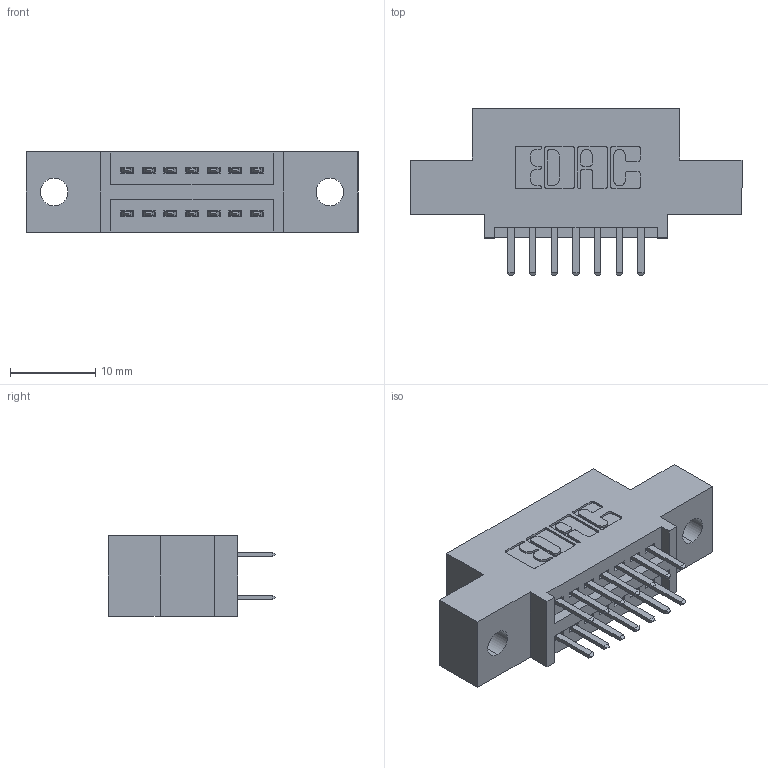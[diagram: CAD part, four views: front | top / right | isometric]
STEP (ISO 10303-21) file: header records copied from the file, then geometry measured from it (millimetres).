
FILE_DESCRIPTION (( 'STEP AP203' ), '1' );
FILE_NAME ('345-014-520-502.STEP', '2018-08-18T08:07:12', ( '' ), ( '' ), 'SwSTEP 2.0', 'SolidWorks 2016', '' );
FILE_SCHEMA (( 'CONFIG_CONTROL_DESIGN' ));
Length unit declared in the file: inch
Products named in the file (3): 345 Part_0.110 Offset - 0.128 Dia; 345-292-001_345-293-120; 345-014-520-502
Assembly tree (15 placements, depth 2):
  345-014-520-502
    345 Part_0.110 Offset - 0.128 Dia
    345-292-001_345-293-120  x14
Bounding box: 38.99 x 19.68 x 9.4 mm (x, y, z)
Volume: 3346.3 mm3; surface area: 4075.6 mm2
Topology: 15 solids, 15 shells, 886 faces, 2551 edges, 1662 vertices
Faces by surface type: plane 574, cylinder 312
Entity records: 10453 total; most frequent: CARTESIAN_POINT 1800, ORIENTED_EDGE 1722, DIRECTION 1617, EDGE_CURVE 861, VECTOR 697, LINE 697, VERTEX_POINT 570, AXIS2_PLACEMENT_3D 460
